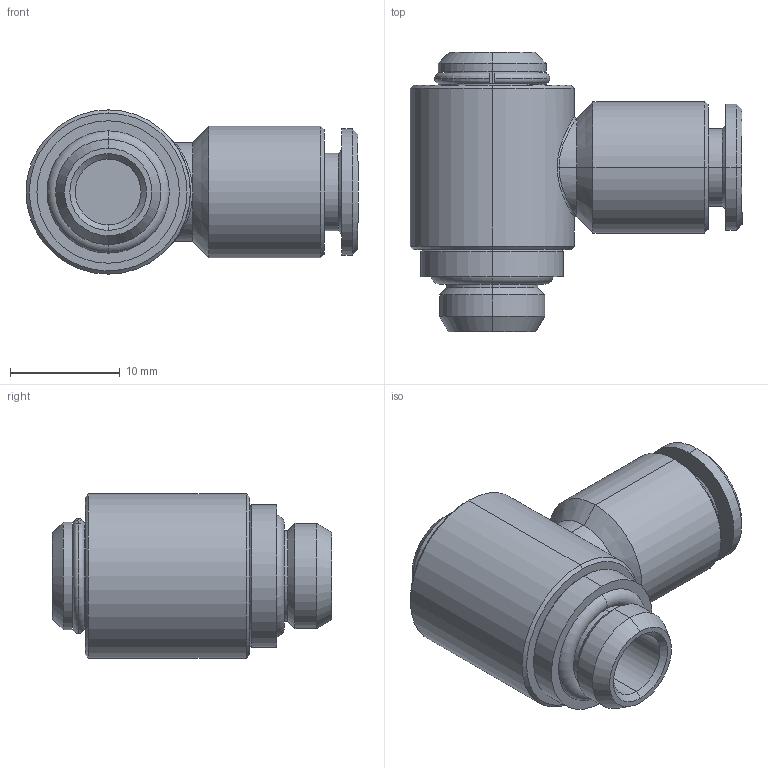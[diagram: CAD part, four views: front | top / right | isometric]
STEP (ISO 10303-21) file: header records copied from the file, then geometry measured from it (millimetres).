
FILE_DESCRIPTION (( 'STEP AP203' ), '1' );
FILE_NAME ('B0100031.STEP', '2011-03-25T09:36:45', ( '' ), ( 'sopra-pneumatic' ), 'SwSTEP 2.0', 'SolidWorks 2009', '' );
FILE_SCHEMA (( 'CONFIG_CONTROL_DESIGN' ));
Length unit declared in the file: millimetre
Products named in the file (1): B0100031
Bounding box: 30.3 x 25.5 x 15 mm (x, y, z)
Volume: 4020.9 mm3; surface area: 2950.9 mm2
Topology: 2 solids, 2 shells, 82 faces, 170 edges, 103 vertices
Faces by surface type: cylinder 29, cone 26, plane 21, torus 4, bspline 2
Entity records: 3258 total; most frequent: CARTESIAN_POINT 1407, DIRECTION 399, ORIENTED_EDGE 340, EDGE_CURVE 170, AXIS2_PLACEMENT_3D 167, VERTEX_POINT 103, EDGE_LOOP 95, CIRCLE 86
